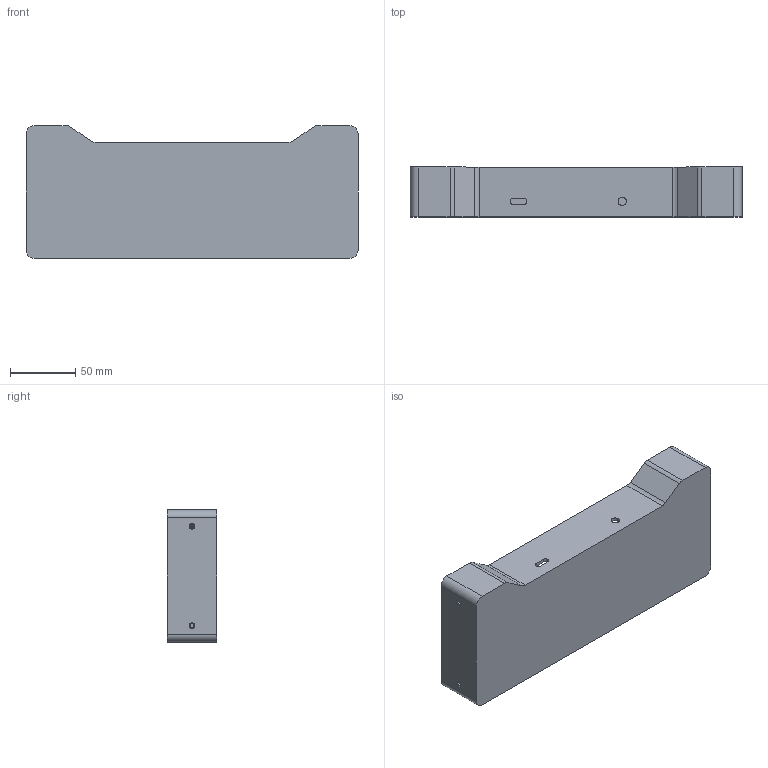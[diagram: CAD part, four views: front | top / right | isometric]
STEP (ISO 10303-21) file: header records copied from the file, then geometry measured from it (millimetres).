
FILE_DESCRIPTION (( 'STEP AP203' ), '1' );
FILE_NAME ('Theremin_box.STEP', '2024-10-31T18:55:51', ( '' ), ( '' ), 'SwSTEP 2.0', 'SolidWorks 2021', '' );
FILE_SCHEMA (( 'CONFIG_CONTROL_DESIGN' ));
Length unit declared in the file: inch
Products named in the file (1): Theremin_box
Bounding box: 254 x 38.1 x 101.6 mm (x, y, z)
Volume: 160314.6 mm3; surface area: 101972 mm2
Topology: 1 solids, 1 shells, 158 faces, 426 edges, 276 vertices
Faces by surface type: cylinder 63, plane 62, bspline 19, cone 7, torus 7
Entity records: 10207 total; most frequent: CARTESIAN_POINT 6412, ORIENTED_EDGE 852, DIRECTION 690, EDGE_CURVE 426, VERTEX_POINT 276, LINE 238, VECTOR 238, AXIS2_PLACEMENT_3D 226
